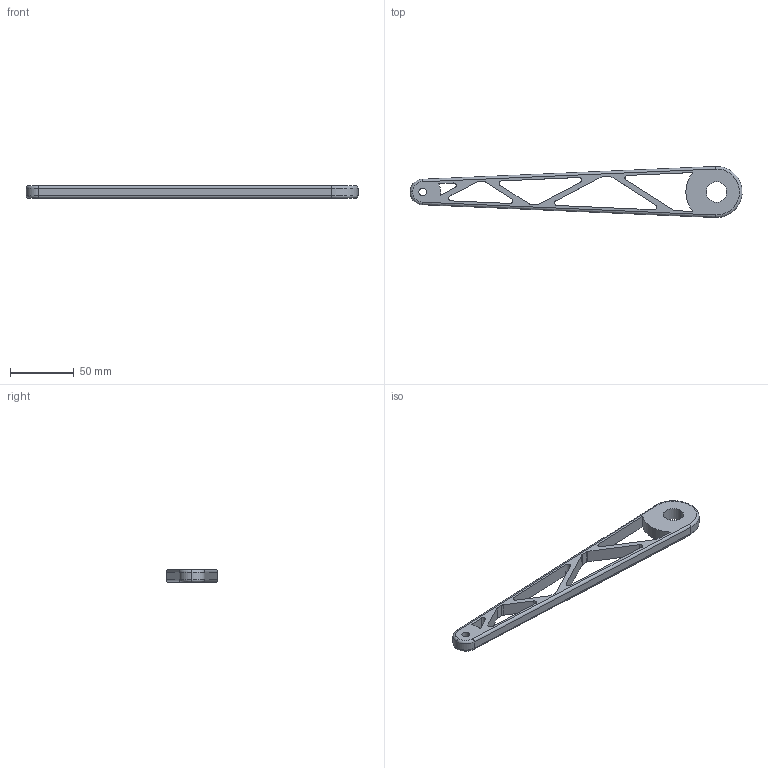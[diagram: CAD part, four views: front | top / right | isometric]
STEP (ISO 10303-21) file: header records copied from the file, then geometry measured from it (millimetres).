
FILE_DESCRIPTION (( 'STEP AP203' ), '1' );
FILE_NAME ('Active Arm 5.0_Default_sldprt.STEP', '2024-02-27T11:00:56', ( '' ), ( '' ), 'SwSTEP 2.0', 'SolidWorks 2023', '' );
FILE_SCHEMA (( 'CONFIG_CONTROL_DESIGN' ));
Length unit declared in the file: millimetre
Products named in the file (1): Active Arm 5.0_Default_sldprt
Bounding box: 259.94 x 39.97 x 10 mm (x, y, z)
Volume: 38785.8 mm3; surface area: 19399.7 mm2
Topology: 1 solids, 1 shells, 60 faces, 164 edges, 106 vertices
Faces by surface type: cylinder 33, plane 21, torus 6
Entity records: 2047 total; most frequent: CARTESIAN_POINT 357, DIRECTION 356, ORIENTED_EDGE 328, EDGE_CURVE 164, AXIS2_PLACEMENT_3D 133, VERTEX_POINT 106, LINE 90, VECTOR 90
